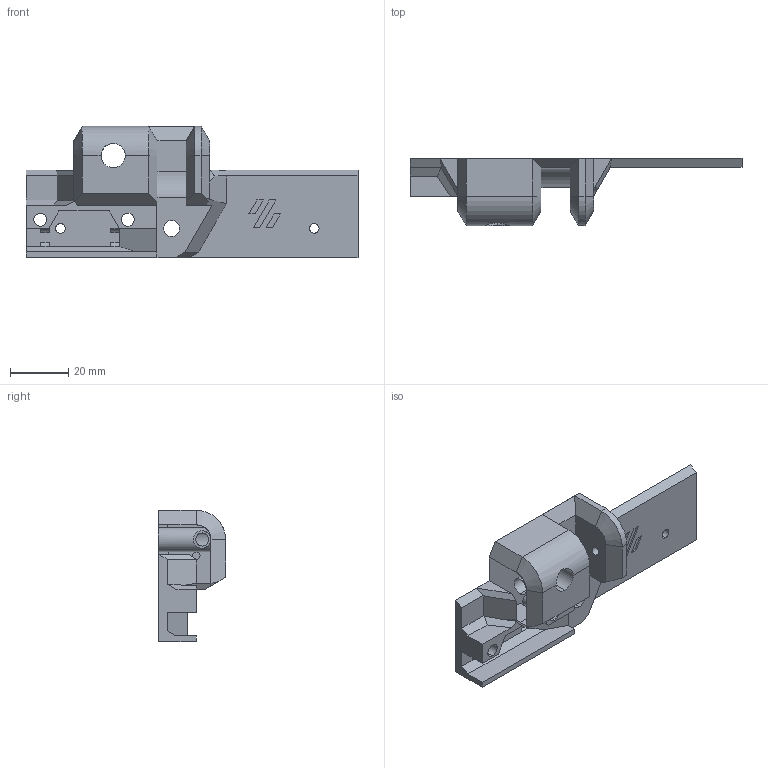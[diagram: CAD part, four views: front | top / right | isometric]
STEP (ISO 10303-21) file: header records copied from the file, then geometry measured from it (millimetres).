
FILE_DESCRIPTION (( 'STEP AP214' ), '1' );
FILE_NAME ('beldholder_down_left.STEP', '2024-01-28T19:12:07', ( '' ), ( '' ), 'SwSTEP 2.0', 'SolidWorks 2010', '' );
FILE_SCHEMA (( 'AUTOMOTIVE_DESIGN' ));
Length unit declared in the file: millimetre
Products named in the file (1): beldholder_down_left
Bounding box: 113.8 x 23 x 45 mm (x, y, z)
Volume: 33781.7 mm3; surface area: 14524.6 mm2
Topology: 1 solids, 1 shells, 121 faces, 329 edges, 209 vertices
Faces by surface type: plane 84, cylinder 33, cone 4
Entity records: 3923 total; most frequent: CARTESIAN_POINT 761, ORIENTED_EDGE 658, DIRECTION 635, EDGE_CURVE 329, VECTOR 253, LINE 253, VERTEX_POINT 209, AXIS2_PLACEMENT_3D 191
